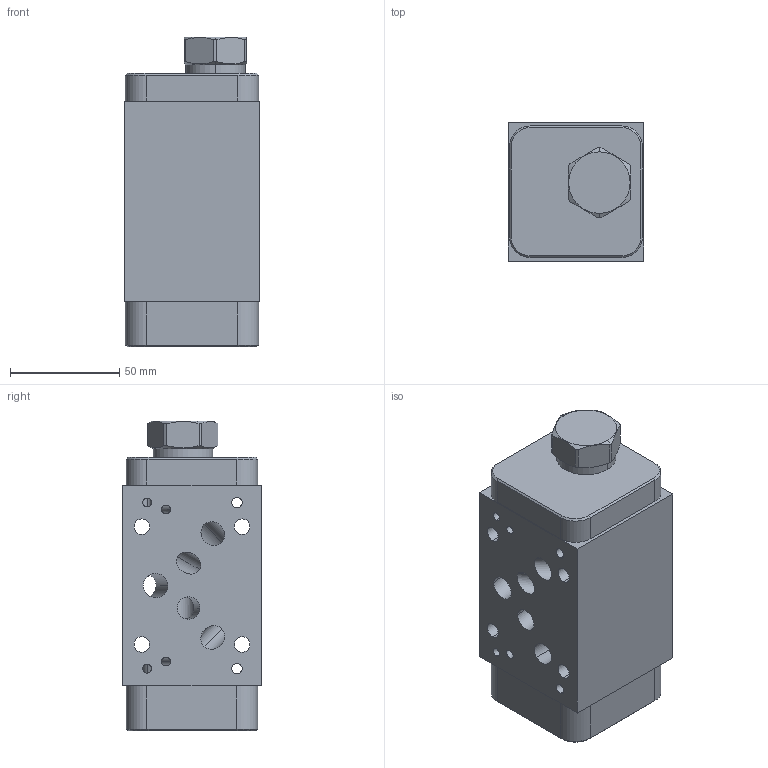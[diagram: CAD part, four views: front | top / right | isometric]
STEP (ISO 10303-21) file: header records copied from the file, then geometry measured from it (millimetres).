
FILE_DESCRIPTION((''),'2;1');
FILE_NAME('CJ5_ASM','2022-01-07T',('ProEService'),(''),'PRO/ENGINEER BY PARAMETRIC TECHNOLOGY CORPORATION, 2014200','PRO/ENGINEER BY PARAMETRIC TECHNOLOGY CORPORATION, 2014200','');
FILE_SCHEMA(('CONFIG_CONTROL_DESIGN'));
Length unit declared in the file: inch
Products named in the file (3): 151-506; CXFAXAN; CJ5_ASM
Assembly tree (2 placements, depth 2):
  CJ5_ASM
    151-506
    CXFAXAN
Bounding box: 61.93 x 63.5 x 142.09 mm (x, y, z)
Volume: 419449.4 mm3; surface area: 74660.9 mm2
Topology: 4 solids, 4 shells, 295 faces, 980 edges, 855 vertices
Faces by surface type: cylinder 142, cone 63, plane 47, torus 24, sphere 11, revolution 8
Entity records: 14250 total; most frequent: CARTESIAN_POINT 5989, DIRECTION 1691, ORIENTED_EDGE 1428, EDGE_CURVE 714, AXIS2_PLACEMENT_3D 595, VECTOR 493, LINE 493, VERTEX_POINT 437
